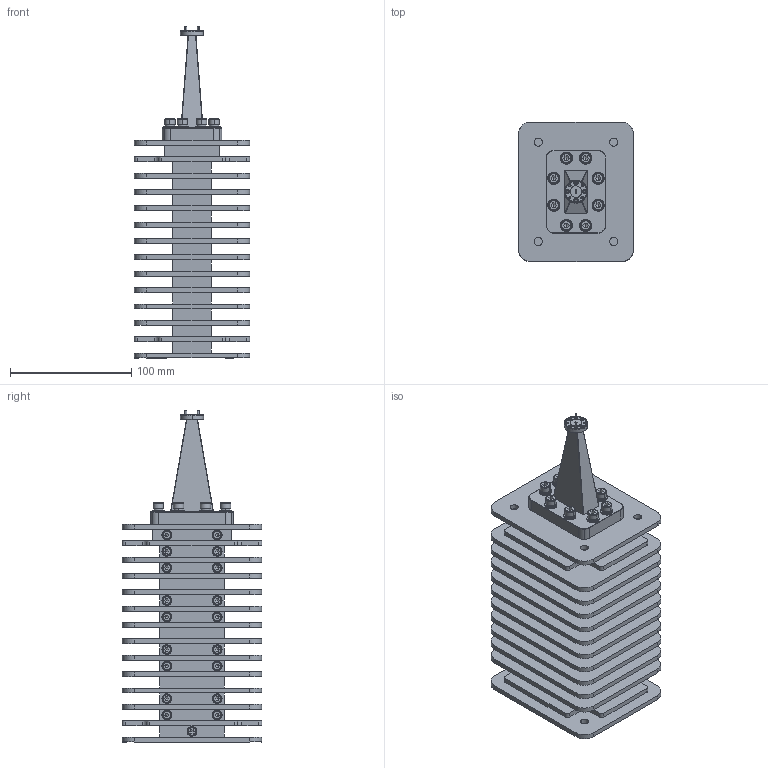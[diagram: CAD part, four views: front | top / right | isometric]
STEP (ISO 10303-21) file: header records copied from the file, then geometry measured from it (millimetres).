
FILE_DESCRIPTION (( 'STEP AP203' ), '1' );
FILE_NAME ('SWL-1257-S8.STEP', '2021-04-27T01:05:41', ( '' ), ( '' ), 'SwSTEP 2.0', 'SolidWorks 2021', '' );
FILE_SCHEMA (( 'CONFIG_CONTROL_DESIGN' ));
Products named in the file (1): SWL-1257-S8
Bounding box: 95 x 115 x 273.94 mm (x, y, z)
Volume: 876615.5 mm3; surface area: 321765.7 mm2
Topology: 38 solids, 38 shells, 1462 faces, 3880 edges, 2444 vertices
Faces by surface type: plane 664, cylinder 496, cone 196, torus 106
Entity records: 62233 total; most frequent: CARTESIAN_POINT 32105, ORIENTED_EDGE 7520, DIRECTION 3998, EDGE_CURVE 3760, B_SPLINE_CURVE_WITH_KNOTS 2890, VERTEX_POINT 2444, AXIS2_PLACEMENT_3D 1665, EDGE_LOOP 1616
